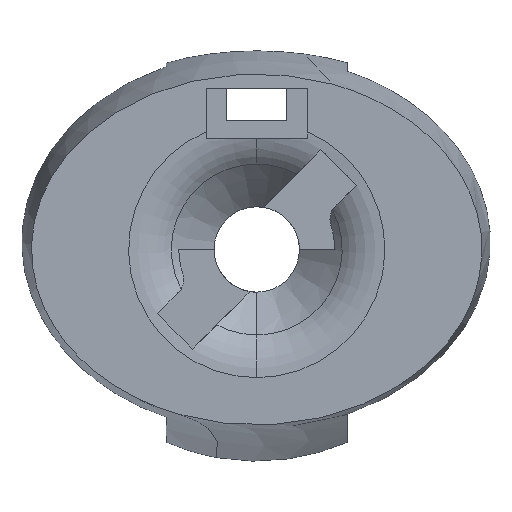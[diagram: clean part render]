
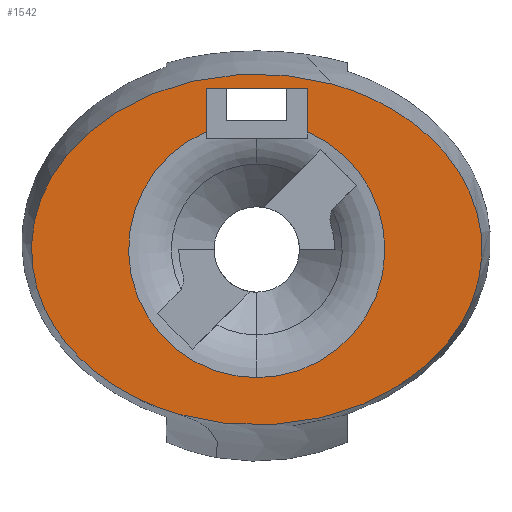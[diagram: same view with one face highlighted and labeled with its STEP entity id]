
A CAD part, front view. The second image highlights one B-rep face of the part: STEP entity #1542.
In plain terms, the highlighted planar face has unit normal (0, -1, 0).
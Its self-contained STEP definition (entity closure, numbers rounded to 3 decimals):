
#3 = CARTESIAN_POINT ( 'NONE',  ( 3.762, 0., 8.207 ) ) ;
#8 = FACE_BOUND ( 'NONE', #316, .T. ) ;
#87 = AXIS2_PLACEMENT_3D ( 'NONE', #1985, #752, #2169 ) ;
#247 = EDGE_CURVE ( 'NONE', #1126, #1218, #1641, .T. ) ;
#300 = VERTEX_POINT ( 'NONE', #410 ) ;
#316 = EDGE_LOOP ( 'NONE', ( #1224, #2056, #2501, #1688, #2565 ) ) ;
#326 = CARTESIAN_POINT ( 'NONE',  ( -3.762, 0., -8.207 ) ) ;
#349 = CARTESIAN_POINT ( 'NONE',  ( 2.51, 0., 5.847 ) ) ;
#404 = EDGE_CURVE ( 'NONE', #1209, #2374, #946, .T. ) ;
#410 = CARTESIAN_POINT ( 'NONE',  ( -2.51, 0., 8. ) ) ;
#470 = CARTESIAN_POINT ( 'NONE',  ( 2.408, 0., -9.924 ) ) ;
#477 = CIRCLE ( 'NONE', #924, 6.363 ) ;
#531 = CARTESIAN_POINT ( 'NONE',  ( 8.329, 0., -7.739 ) ) ;
#609 = ORIENTED_EDGE ( 'NONE', *, *, #737, .T. ) ;
#621 = CARTESIAN_POINT ( 'NONE',  ( 10.533, 0., -2.931 ) ) ;
#626 = CARTESIAN_POINT ( 'NONE',  ( 2.51, 0., 8. ) ) ;
#642 = CARTESIAN_POINT ( 'NONE',  ( 12.737, 0., 1.876 ) ) ;
#662 = CARTESIAN_POINT ( 'NONE',  ( 9.933, 0., 6.49 ) ) ;
#693 = CARTESIAN_POINT ( 'NONE',  ( 3.762, 0., 8.207 ) ) ;
#737 = EDGE_CURVE ( 'NONE', #1218, #1126, #2636, .T. ) ;
#752 = DIRECTION ( 'NONE',  ( 0., -1., 0. ) ) ;
#810 = DIRECTION ( 'NONE',  ( 0., -1., 0. ) ) ;
#825 = DIRECTION ( 'NONE',  ( 0., 0., 1. ) ) ;
#845 = DIRECTION ( 'NONE',  ( 1., 0., 0. ) ) ;
#924 = AXIS2_PLACEMENT_3D ( 'NONE', #2039, #810, #2229 ) ;
#933 = VECTOR ( 'NONE', #845, 1000. ) ;
#946 = LINE ( 'NONE', #1517, #2471 ) ;
#1048 = FACE_OUTER_BOUND ( 'NONE', #1307, .T. ) ;
#1098 = CIRCLE ( 'NONE', #87, 6.363 ) ;
#1126 = VERTEX_POINT ( 'NONE', #1668 ) ;
#1192 = CARTESIAN_POINT ( 'NONE',  ( -2.51, 0., 5.847 ) ) ;
#1209 = VERTEX_POINT ( 'NONE', #2291 ) ;
#1218 = VERTEX_POINT ( 'NONE', #1905 ) ;
#1224 = ORIENTED_EDGE ( 'NONE', *, *, #2345, .F. ) ;
#1307 = EDGE_LOOP ( 'NONE', ( #2020, #609 ) ) ;
#1405 = VERTEX_POINT ( 'NONE', #1192 ) ;
#1451 = CARTESIAN_POINT ( 'NONE',  ( -3.762, 0., -8.207 ) ) ;
#1476 = CARTESIAN_POINT ( 'NONE',  ( -17.304, 0., 14.07 ) ) ;
#1481 = EDGE_CURVE ( 'NONE', #1405, #300, #2251, .T. ) ;
#1517 = CARTESIAN_POINT ( 'NONE',  ( 2.51, 0., 8. ) ) ;
#1534 = CARTESIAN_POINT ( 'NONE',  ( 0., 0., -6.363 ) ) ;
#1542 = ADVANCED_FACE ( 'NONE', ( #8, #1048 ), #2631, .F. ) ;
#1572 = EDGE_CURVE ( 'NONE', #300, #1209, #2535, .T. ) ;
#1641 =( BOUNDED_CURVE ( )  B_SPLINE_CURVE ( 3, ( #3, #1476, #2558, #1451 ),
 .UNSPECIFIED., .F., .T. ) 
 B_SPLINE_CURVE_WITH_KNOTS ( ( 4, 4 ),
 ( 1.228, 4.369 ),
 .UNSPECIFIED. ) 
 CURVE ( )  GEOMETRIC_REPRESENTATION_ITEM ( )  RATIONAL_B_SPLINE_CURVE ( ( 1., 0.333, 0.333, 1. ) ) 
 REPRESENTATION_ITEM ( '' )  );
#1648 = CARTESIAN_POINT ( 'NONE',  ( 0., 0., 0. ) ) ;
#1668 = CARTESIAN_POINT ( 'NONE',  ( 3.762, 0., 8.207 ) ) ;
#1688 = ORIENTED_EDGE ( 'NONE', *, *, #404, .T. ) ;
#1748 = VECTOR ( 'NONE', #2408, 1000. ) ;
#1905 = CARTESIAN_POINT ( 'NONE',  ( -3.762, 0., -8.207 ) ) ;
#1942 = AXIS2_PLACEMENT_3D ( 'NONE', #1648, #2053, #825 ) ;
#1985 = CARTESIAN_POINT ( 'NONE',  ( 0., 0., 0. ) ) ;
#2020 = ORIENTED_EDGE ( 'NONE', *, *, #247, .T. ) ;
#2039 = CARTESIAN_POINT ( 'NONE',  ( 0., 0., 0. ) ) ;
#2053 = DIRECTION ( 'NONE',  ( 0., 1., 0. ) ) ;
#2056 = ORIENTED_EDGE ( 'NONE', *, *, #1481, .T. ) ;
#2169 = DIRECTION ( 'NONE',  ( 0., 0., 1. ) ) ;
#2229 = DIRECTION ( 'NONE',  ( 0., 0., 1. ) ) ;
#2238 = VERTEX_POINT ( 'NONE', #1534 ) ;
#2251 = LINE ( 'NONE', #2607, #1748 ) ;
#2291 = CARTESIAN_POINT ( 'NONE',  ( 2.51, 0., 8. ) ) ;
#2345 = EDGE_CURVE ( 'NONE', #1405, #2238, #1098, .T. ) ;
#2374 = VERTEX_POINT ( 'NONE', #349 ) ;
#2408 = DIRECTION ( 'NONE',  ( 0., 0., 1. ) ) ;
#2468 = EDGE_CURVE ( 'NONE', #2238, #2374, #477, .T. ) ;
#2471 = VECTOR ( 'NONE', #2507, 1000. ) ;
#2501 = ORIENTED_EDGE ( 'NONE', *, *, #1572, .T. ) ;
#2507 = DIRECTION ( 'NONE',  ( 0., 0., -1. ) ) ;
#2535 = LINE ( 'NONE', #626, #933 ) ;
#2558 = CARTESIAN_POINT ( 'NONE',  ( -24.829, 0., -2.344 ) ) ;
#2565 = ORIENTED_EDGE ( 'NONE', *, *, #2468, .F. ) ;
#2607 = CARTESIAN_POINT ( 'NONE',  ( -2.51, 0., 8. ) ) ;
#2631 = PLANE ( 'NONE',  #1942 ) ;
#2636 =( BOUNDED_CURVE ( )  B_SPLINE_CURVE ( 3, ( #326, #470, #531, #621, #642, #662, #693 ),
 .UNSPECIFIED., .F., .T. ) 
 B_SPLINE_CURVE_WITH_KNOTS ( ( 4, 3, 4 ),
 ( 4.369, 5.94, 7.511 ),
 .UNSPECIFIED. ) 
 CURVE ( )  GEOMETRIC_REPRESENTATION_ITEM ( )  RATIONAL_B_SPLINE_CURVE ( ( 1., 0.805, 0.805, 1., 0.805, 0.805, 1. ) ) 
 REPRESENTATION_ITEM ( '' )  );
